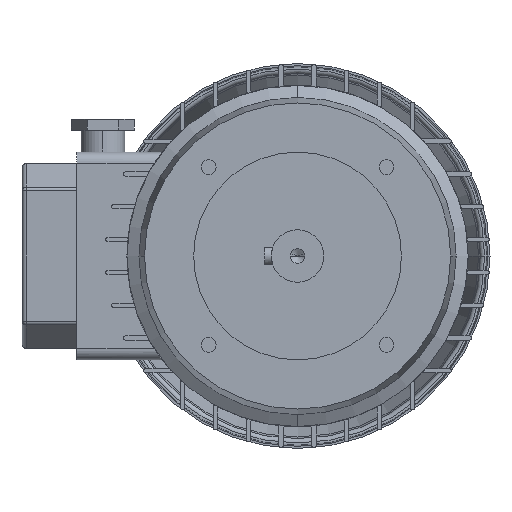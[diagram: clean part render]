
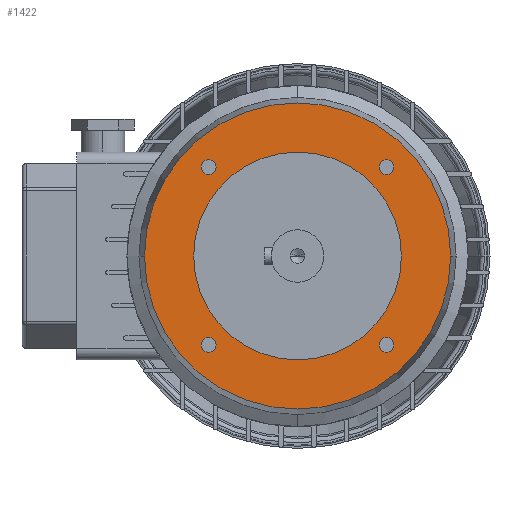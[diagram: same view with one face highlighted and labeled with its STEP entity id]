
A CAD part, left-side view. The second image highlights one B-rep face of the part: STEP entity #1422.
In plain terms, the highlighted face is planar.
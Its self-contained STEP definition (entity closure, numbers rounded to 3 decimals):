
#1295 = VERTEX_POINT ( 'NONE', #7481 ) ;
#1297 = VERTEX_POINT ( 'NONE', #7476 ) ;
#1299 = EDGE_CURVE ( 'NONE', #1300, #1297, #7475, .T. ) ;
#1300 = VERTEX_POINT ( 'NONE', #7470 ) ;
#1313 = VERTEX_POINT ( 'NONE', #7543 ) ;
#1315 = EDGE_CURVE ( 'NONE', #1316, #1313, #7542, .T. ) ;
#1316 = VERTEX_POINT ( 'NONE', #7537 ) ;
#1349 = EDGE_CURVE ( 'NONE', #1350, #1295, #7635, .T. ) ;
#1350 = VERTEX_POINT ( 'NONE', #7627 ) ;
#1364 = VERTEX_POINT ( 'NONE', #7647 ) ;
#1366 = EDGE_CURVE ( 'NONE', #1367, #1364, #7702, .T. ) ;
#1367 = VERTEX_POINT ( 'NONE', #7697 ) ;
#1374 = VERTEX_POINT ( 'NONE', #7681 ) ;
#1386 = EDGE_CURVE ( 'NONE', #1387, #1388, #7729, .T. ) ;
#1387 = VERTEX_POINT ( 'NONE', #7719 ) ;
#1388 = VERTEX_POINT ( 'NONE', #7718 ) ;
#1400 = EDGE_CURVE ( 'NONE', #1401, #1374, #7747, .T. ) ;
#1401 = VERTEX_POINT ( 'NONE', #7742 ) ;
#1409 = EDGE_CURVE ( 'NONE', #1364, #1367, #7796, .T. ) ;
#1410 = EDGE_LOOP ( 'NONE', ( #1411, #1412 ) ) ;
#1411 = ORIENTED_EDGE ( 'NONE', *, *, #1349, .T. ) ;
#1412 = ORIENTED_EDGE ( 'NONE', *, *, #1467, .T. ) ;
#1413 = EDGE_LOOP ( 'NONE', ( #1468, #1469 ) ) ;
#1419 = EDGE_CURVE ( 'NONE', #1388, #1387, #7788, .T. ) ;
#1422 = ADVANCED_FACE ( 'NONE', ( #7780, #7779, #7778, #7777, #7776, #7775 ), #7774, .F. ) ;
#1423 = EDGE_LOOP ( 'NONE', ( #1424, #1479 ) ) ;
#1424 = ORIENTED_EDGE ( 'NONE', *, *, #1315, .T. ) ;
#1425 = EDGE_LOOP ( 'NONE', ( #1481, #1482 ) ) ;
#1467 = EDGE_CURVE ( 'NONE', #1295, #1350, #7883, .T. ) ;
#1468 = ORIENTED_EDGE ( 'NONE', *, *, #1400, .F. ) ;
#1469 = ORIENTED_EDGE ( 'NONE', *, *, #1470, .F. ) ;
#1470 = EDGE_CURVE ( 'NONE', #1374, #1401, #7878, .T. ) ;
#1471 = EDGE_LOOP ( 'NONE', ( #1472, #1473 ) ) ;
#1472 = ORIENTED_EDGE ( 'NONE', *, *, #1419, .T. ) ;
#1473 = ORIENTED_EDGE ( 'NONE', *, *, #1386, .T. ) ;
#1479 = ORIENTED_EDGE ( 'NONE', *, *, #1480, .T. ) ;
#1480 = EDGE_CURVE ( 'NONE', #1313, #1316, #7870, .T. ) ;
#1481 = ORIENTED_EDGE ( 'NONE', *, *, #1299, .T. ) ;
#1482 = ORIENTED_EDGE ( 'NONE', *, *, #1483, .T. ) ;
#1483 = EDGE_CURVE ( 'NONE', #1297, #1300, #7928, .T. ) ;
#1484 = EDGE_LOOP ( 'NONE', ( #1485, #1486 ) ) ;
#1485 = ORIENTED_EDGE ( 'NONE', *, *, #1366, .T. ) ;
#1486 = ORIENTED_EDGE ( 'NONE', *, *, #1409, .T. ) ;
#7470 = CARTESIAN_POINT ( 'NONE',  ( -40.659, 19.5, -37.259 ) ) ;
#7471 = DIRECTION ( 'NONE',  ( 0., 0., -1. ) ) ;
#7472 = DIRECTION ( 'NONE',  ( 0., -1., 0. ) ) ;
#7473 = CARTESIAN_POINT ( 'NONE',  ( -40.659, 19.5, -40.659 ) ) ;
#7474 = AXIS2_PLACEMENT_3D ( 'NONE', #7473, #7472, #7471 ) ;
#7475 = CIRCLE ( 'NONE', #7474, 3.4 ) ;
#7476 = CARTESIAN_POINT ( 'NONE',  ( -40.659, 19.5, -44.059 ) ) ;
#7481 = CARTESIAN_POINT ( 'NONE',  ( 40.659, 19.5, 37.259 ) ) ;
#7537 = CARTESIAN_POINT ( 'NONE',  ( 40.659, 19.5, -37.259 ) ) ;
#7538 = DIRECTION ( 'NONE',  ( 0., 0., -1. ) ) ;
#7539 = DIRECTION ( 'NONE',  ( 0., -1., 0. ) ) ;
#7540 = CARTESIAN_POINT ( 'NONE',  ( 40.659, 19.5, -40.659 ) ) ;
#7541 = AXIS2_PLACEMENT_3D ( 'NONE', #7540, #7539, #7538 ) ;
#7542 = CIRCLE ( 'NONE', #7541, 3.4 ) ;
#7543 = CARTESIAN_POINT ( 'NONE',  ( 40.659, 19.5, -44.059 ) ) ;
#7627 = CARTESIAN_POINT ( 'NONE',  ( 40.659, 19.5, 44.059 ) ) ;
#7628 = DIRECTION ( 'NONE',  ( 0., 0., -1. ) ) ;
#7629 = DIRECTION ( 'NONE',  ( 0., -1., 0. ) ) ;
#7630 = CARTESIAN_POINT ( 'NONE',  ( 40.659, 19.5, 40.659 ) ) ;
#7631 = AXIS2_PLACEMENT_3D ( 'NONE', #7630, #7629, #7628 ) ;
#7635 = CIRCLE ( 'NONE', #7631, 3.4 ) ;
#7647 = CARTESIAN_POINT ( 'NONE',  ( -40.659, 19.5, 37.259 ) ) ;
#7681 = CARTESIAN_POINT ( 'NONE',  ( 0., 19.5, -47.5 ) ) ;
#7697 = CARTESIAN_POINT ( 'NONE',  ( -40.659, 19.5, 44.059 ) ) ;
#7698 = DIRECTION ( 'NONE',  ( 0., 0., -1. ) ) ;
#7699 = DIRECTION ( 'NONE',  ( 0., -1., 0. ) ) ;
#7700 = CARTESIAN_POINT ( 'NONE',  ( -40.659, 19.5, 40.659 ) ) ;
#7701 = AXIS2_PLACEMENT_3D ( 'NONE', #7700, #7699, #7698 ) ;
#7702 = CIRCLE ( 'NONE', #7701, 3.4 ) ;
#7718 = CARTESIAN_POINT ( 'NONE',  ( 0., 19.5, -70. ) ) ;
#7719 = CARTESIAN_POINT ( 'NONE',  ( 0., 19.5, 70. ) ) ;
#7720 = DIRECTION ( 'NONE',  ( 0., 0., 1. ) ) ;
#7721 = DIRECTION ( 'NONE',  ( 0., 1., 0. ) ) ;
#7722 = CARTESIAN_POINT ( 'NONE',  ( 0., 19.5, 0. ) ) ;
#7723 = AXIS2_PLACEMENT_3D ( 'NONE', #7722, #7721, #7720 ) ;
#7729 = CIRCLE ( 'NONE', #7723, 70. ) ;
#7742 = CARTESIAN_POINT ( 'NONE',  ( 0., 19.5, 47.5 ) ) ;
#7743 = DIRECTION ( 'NONE',  ( 0., 0., 1. ) ) ;
#7744 = DIRECTION ( 'NONE',  ( 0., 1., 0. ) ) ;
#7745 = CARTESIAN_POINT ( 'NONE',  ( 0., 19.5, 0. ) ) ;
#7746 = AXIS2_PLACEMENT_3D ( 'NONE', #7745, #7744, #7743 ) ;
#7747 = CIRCLE ( 'NONE', #7746, 47.5 ) ;
#7769 = DIRECTION ( 'NONE',  ( 0., 0., -1. ) ) ;
#7770 = DIRECTION ( 'NONE',  ( 0., -1., 0. ) ) ;
#7771 = CARTESIAN_POINT ( 'NONE',  ( 0., 19.5, -47.5 ) ) ;
#7773 = AXIS2_PLACEMENT_3D ( 'NONE', #7771, #7770, #7769 ) ;
#7774 = PLANE ( 'NONE',  #7773 ) ;
#7775 = FACE_OUTER_BOUND ( 'NONE', #1471, .T. ) ;
#7776 = FACE_BOUND ( 'NONE', #1413, .T. ) ;
#7777 = FACE_BOUND ( 'NONE', #1410, .T. ) ;
#7778 = FACE_BOUND ( 'NONE', #1484, .T. ) ;
#7779 = FACE_BOUND ( 'NONE', #1425, .T. ) ;
#7780 = FACE_BOUND ( 'NONE', #1423, .T. ) ;
#7781 = DIRECTION ( 'NONE',  ( 0., 0., 1. ) ) ;
#7782 = DIRECTION ( 'NONE',  ( 0., 1., 0. ) ) ;
#7783 = CARTESIAN_POINT ( 'NONE',  ( 0., 19.5, 0. ) ) ;
#7784 = AXIS2_PLACEMENT_3D ( 'NONE', #7783, #7782, #7781 ) ;
#7788 = CIRCLE ( 'NONE', #7784, 70. ) ;
#7792 = DIRECTION ( 'NONE',  ( 0., 0., -1. ) ) ;
#7793 = DIRECTION ( 'NONE',  ( 0., -1., 0. ) ) ;
#7794 = CARTESIAN_POINT ( 'NONE',  ( -40.659, 19.5, 40.659 ) ) ;
#7795 = AXIS2_PLACEMENT_3D ( 'NONE', #7794, #7793, #7792 ) ;
#7796 = CIRCLE ( 'NONE', #7795, 3.4 ) ;
#7870 = CIRCLE ( 'NONE', #7932, 3.4 ) ;
#7874 = DIRECTION ( 'NONE',  ( 0., 0., 1. ) ) ;
#7875 = DIRECTION ( 'NONE',  ( 0., 1., 0. ) ) ;
#7876 = CARTESIAN_POINT ( 'NONE',  ( 0., 19.5, 0. ) ) ;
#7877 = AXIS2_PLACEMENT_3D ( 'NONE', #7876, #7875, #7874 ) ;
#7878 = CIRCLE ( 'NONE', #7877, 47.5 ) ;
#7879 = DIRECTION ( 'NONE',  ( 0., 0., -1. ) ) ;
#7880 = DIRECTION ( 'NONE',  ( 0., -1., 0. ) ) ;
#7881 = CARTESIAN_POINT ( 'NONE',  ( 40.659, 19.5, 40.659 ) ) ;
#7882 = AXIS2_PLACEMENT_3D ( 'NONE', #7881, #7880, #7879 ) ;
#7883 = CIRCLE ( 'NONE', #7882, 3.4 ) ;
#7924 = DIRECTION ( 'NONE',  ( 0., 0., -1. ) ) ;
#7925 = DIRECTION ( 'NONE',  ( 0., -1., 0. ) ) ;
#7926 = CARTESIAN_POINT ( 'NONE',  ( -40.659, 19.5, -40.659 ) ) ;
#7927 = AXIS2_PLACEMENT_3D ( 'NONE', #7926, #7925, #7924 ) ;
#7928 = CIRCLE ( 'NONE', #7927, 3.4 ) ;
#7929 = DIRECTION ( 'NONE',  ( 0., 0., -1. ) ) ;
#7930 = DIRECTION ( 'NONE',  ( 0., -1., 0. ) ) ;
#7931 = CARTESIAN_POINT ( 'NONE',  ( 40.659, 19.5, -40.659 ) ) ;
#7932 = AXIS2_PLACEMENT_3D ( 'NONE', #7931, #7930, #7929 ) ;
